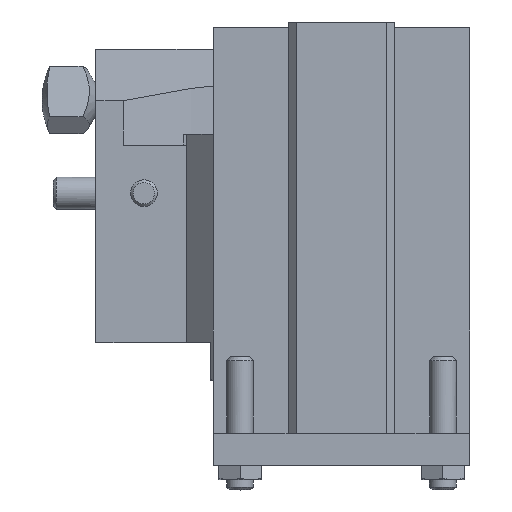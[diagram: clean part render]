
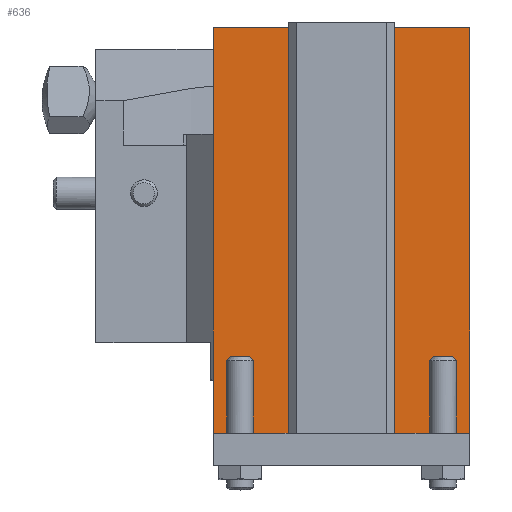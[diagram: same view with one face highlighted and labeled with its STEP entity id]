
A CAD part, top view. The second image highlights one B-rep face of the part: STEP entity #636.
In plain terms, the highlighted planar face has unit normal (0, 0, 1).
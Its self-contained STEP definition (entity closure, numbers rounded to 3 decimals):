
#96=LINE('',#3384,#264);
#148=LINE('',#3569,#316);
#182=LINE('',#3736,#350);
#183=LINE('',#3737,#351);
#264=VECTOR('',#2676,1.);
#316=VECTOR('',#2736,1.);
#350=VECTOR('',#2846,1.);
#351=VECTOR('',#2847,1.);
#435=PLANE('',#2428);
#636=ADVANCED_FACE('',(#869,#870,#871),#435,.F.);
#804=CIRCLE('',#2426,3.);
#805=CIRCLE('',#2427,3.);
#869=FACE_BOUND('',#968,.T.);
#870=FACE_BOUND('',#969,.T.);
#871=FACE_BOUND('',#970,.T.);
#968=EDGE_LOOP('',(#1369,#1370,#1371,#1372));
#969=EDGE_LOOP('',(#1373));
#970=EDGE_LOOP('',(#1374));
#1369=ORIENTED_EDGE('',*,*,#2078,.T.);
#1370=ORIENTED_EDGE('',*,*,#2125,.T.);
#1371=ORIENTED_EDGE('',*,*,#2017,.T.);
#1372=ORIENTED_EDGE('',*,*,#2126,.F.);
#1373=ORIENTED_EDGE('',*,*,#2127,.T.);
#1374=ORIENTED_EDGE('',*,*,#2128,.T.);
#1795=VERTEX_POINT('',#3383);
#1796=VERTEX_POINT('',#3385);
#1847=VERTEX_POINT('',#3568);
#1848=VERTEX_POINT('',#3570);
#1869=VERTEX_POINT('',#3739);
#1870=VERTEX_POINT('',#3741);
#2017=EDGE_CURVE('',#1796,#1795,#96,.T.);
#2078=EDGE_CURVE('',#1848,#1847,#148,.T.);
#2125=EDGE_CURVE('',#1847,#1796,#182,.T.);
#2126=EDGE_CURVE('',#1848,#1795,#183,.T.);
#2127=EDGE_CURVE('',#1869,#1869,#804,.T.);
#2128=EDGE_CURVE('',#1870,#1870,#805,.T.);
#2426=AXIS2_PLACEMENT_3D('',#3738,#2848,#2849);
#2427=AXIS2_PLACEMENT_3D('',#3740,#2850,#2851);
#2428=AXIS2_PLACEMENT_3D('',#3742,#2852,#2853);
#2676=DIRECTION('',(0.,1.,0.));
#2736=DIRECTION('',(0.,-1.,0.));
#2846=DIRECTION('',(1.,0.,0.));
#2847=DIRECTION('',(1.,0.,0.));
#2848=DIRECTION('',(0.,0.,-1.));
#2849=DIRECTION('',(0.,1.,0.));
#2850=DIRECTION('',(0.,0.,-1.));
#2851=DIRECTION('',(0.,1.,0.));
#2852=DIRECTION('',(0.,0.,-1.));
#2853=DIRECTION('',(0.,1.,0.));
#3383=CARTESIAN_POINT('',(12.,31.,42.));
#3384=CARTESIAN_POINT('',(12.,31.,42.));
#3385=CARTESIAN_POINT('',(12.,-45.,42.));
#3568=CARTESIAN_POINT('',(-36.,-45.,42.));
#3569=CARTESIAN_POINT('',(-36.,31.,42.));
#3570=CARTESIAN_POINT('',(-36.,31.,42.));
#3736=CARTESIAN_POINT('',(-37.957,-45.,42.));
#3737=CARTESIAN_POINT('',(-42.,31.,42.));
#3738=CARTESIAN_POINT('',(-12.,-38.,42.));
#3739=CARTESIAN_POINT('',(-12.,-35.,42.));
#3740=CARTESIAN_POINT('',(-12.,25.,42.));
#3741=CARTESIAN_POINT('',(-12.,28.,42.));
#3742=CARTESIAN_POINT('',(18.,31.,42.));
